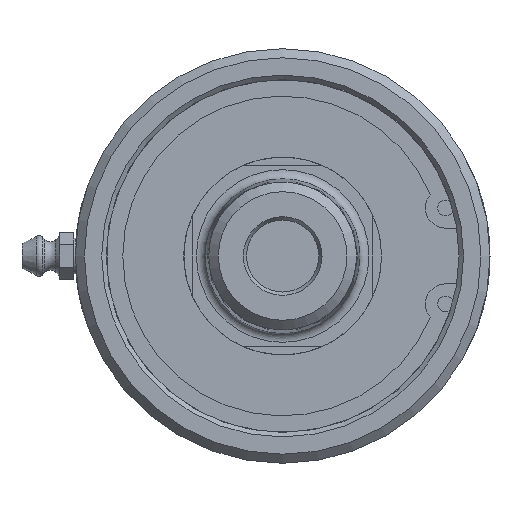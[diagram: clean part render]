
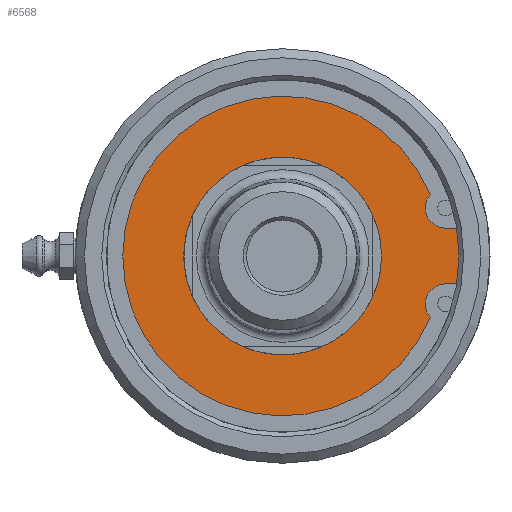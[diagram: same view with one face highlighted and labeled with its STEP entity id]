
A CAD part, left-side view. The second image highlights one B-rep face of the part: STEP entity #6568.
In plain terms, the highlighted planar face has unit normal (-1, 0, 0).
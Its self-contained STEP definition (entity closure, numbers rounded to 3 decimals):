
#90=FACE_BOUND('',#2237,.T.);
#762=LINE('',#50166,#1135);
#767=LINE('',#50176,#1140);
#1135=VECTOR('',#8236,10.);
#1140=VECTOR('',#8243,10.);
#1832=FACE_OUTER_BOUND('',#2236,.T.);
#2236=EDGE_LOOP('',(#5877,#5878,#5879,#5880,#5881,#5882,#5883));
#2237=EDGE_LOOP('',(#5884,#5885));
#2482=CIRCLE('',#7023,3.556);
#2484=CIRCLE('',#7026,28.142);
#2486=CIRCLE('',#7029,3.556);
#2488=CIRCLE('',#7034,33.45);
#2489=CIRCLE('',#7035,33.45);
#2490=CIRCLE('',#7036,17.4);
#2491=CIRCLE('',#7037,17.4);
#3117=VERTEX_POINT('',#50163);
#3118=VERTEX_POINT('',#50165);
#3121=VERTEX_POINT('',#50173);
#3122=VERTEX_POINT('',#50175);
#3123=VERTEX_POINT('',#50179);
#3125=VERTEX_POINT('',#50185);
#3127=VERTEX_POINT('',#50196);
#3128=VERTEX_POINT('',#50199);
#3129=VERTEX_POINT('',#50200);
#4048=EDGE_CURVE('',#3118,#3117,#762,.T.);
#4053=EDGE_CURVE('',#3122,#3121,#767,.T.);
#4055=EDGE_CURVE('',#3121,#3123,#2482,.T.);
#4058=EDGE_CURVE('',#3123,#3125,#2484,.T.);
#4061=EDGE_CURVE('',#3125,#3118,#2486,.T.);
#4063=EDGE_CURVE('',#3127,#3117,#2488,.T.);
#4064=EDGE_CURVE('',#3122,#3127,#2489,.T.);
#4065=EDGE_CURVE('',#3128,#3129,#2490,.T.);
#4066=EDGE_CURVE('',#3129,#3128,#2491,.T.);
#5877=ORIENTED_EDGE('',*,*,#4053,.T.);
#5878=ORIENTED_EDGE('',*,*,#4055,.T.);
#5879=ORIENTED_EDGE('',*,*,#4058,.T.);
#5880=ORIENTED_EDGE('',*,*,#4061,.T.);
#5881=ORIENTED_EDGE('',*,*,#4048,.T.);
#5882=ORIENTED_EDGE('',*,*,#4063,.F.);
#5883=ORIENTED_EDGE('',*,*,#4064,.F.);
#5884=ORIENTED_EDGE('',*,*,#4065,.T.);
#5885=ORIENTED_EDGE('',*,*,#4066,.T.);
#6232=PLANE('',#7033);
#6568=ADVANCED_FACE('',(#1832,#90),#6232,.T.);
#7023=AXIS2_PLACEMENT_3D('',#50180,#8247,#8248);
#7026=AXIS2_PLACEMENT_3D('',#50186,#8254,#8255);
#7029=AXIS2_PLACEMENT_3D('',#50191,#8261,#8262);
#7033=AXIS2_PLACEMENT_3D('',#50195,#8269,#8270);
#7034=AXIS2_PLACEMENT_3D('',#50197,#8271,#8272);
#7035=AXIS2_PLACEMENT_3D('',#50198,#8273,#8274);
#7036=AXIS2_PLACEMENT_3D('',#50201,#8275,#8276);
#7037=AXIS2_PLACEMENT_3D('',#50202,#8277,#8278);
#8236=DIRECTION('',(0.,-1.,0.));
#8243=DIRECTION('',(0.,1.,0.));
#8247=DIRECTION('center_axis',(1.,0.,0.));
#8248=DIRECTION('ref_axis',(0.,0.754,0.657));
#8254=DIRECTION('center_axis',(-1.,0.,0.));
#8255=DIRECTION('ref_axis',(0.,0.924,-0.384));
#8261=DIRECTION('center_axis',(1.,0.,0.));
#8262=DIRECTION('ref_axis',(0.,0.,1.));
#8269=DIRECTION('center_axis',(-1.,0.,0.));
#8270=DIRECTION('ref_axis',(0.,0.,1.));
#8271=DIRECTION('center_axis',(1.,0.,0.));
#8272=DIRECTION('ref_axis',(0.,1.,0.));
#8273=DIRECTION('center_axis',(1.,0.,0.));
#8274=DIRECTION('ref_axis',(0.,1.,0.));
#8275=DIRECTION('center_axis',(1.,0.,0.));
#8276=DIRECTION('ref_axis',(0.,1.,0.));
#8277=DIRECTION('center_axis',(1.,0.,0.));
#8278=DIRECTION('ref_axis',(0.,1.,0.));
#50163=CARTESIAN_POINT('',(4.7,-33.089,-4.902));
#50165=CARTESIAN_POINT('',(4.7,-28.672,-4.902));
#50166=CARTESIAN_POINT('',(4.7,-4.407,-4.902));
#50173=CARTESIAN_POINT('',(4.7,-28.672,4.902));
#50175=CARTESIAN_POINT('',(4.7,-33.089,4.902));
#50176=CARTESIAN_POINT('',(4.7,-2.199,4.902));
#50179=CARTESIAN_POINT('',(4.7,-25.99,10.793));
#50180=CARTESIAN_POINT('Origin',(4.7,-28.672,8.458));
#50185=CARTESIAN_POINT('',(4.7,-25.99,-10.793));
#50186=CARTESIAN_POINT('Origin',(4.7,0.,0.));
#50191=CARTESIAN_POINT('Origin',(4.7,-28.672,-8.458));
#50195=CARTESIAN_POINT('Origin',(4.7,24.275,0.));
#50196=CARTESIAN_POINT('',(4.7,-33.45,0.));
#50197=CARTESIAN_POINT('Origin',(4.7,0.,0.));
#50198=CARTESIAN_POINT('Origin',(4.7,0.,0.));
#50199=CARTESIAN_POINT('',(4.7,17.4,0.));
#50200=CARTESIAN_POINT('',(4.7,-17.4,0.));
#50201=CARTESIAN_POINT('Origin',(4.7,0.,0.));
#50202=CARTESIAN_POINT('Origin',(4.7,0.,0.));
